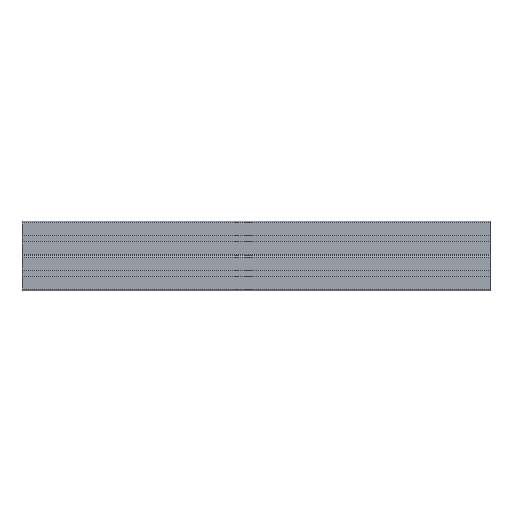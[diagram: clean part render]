
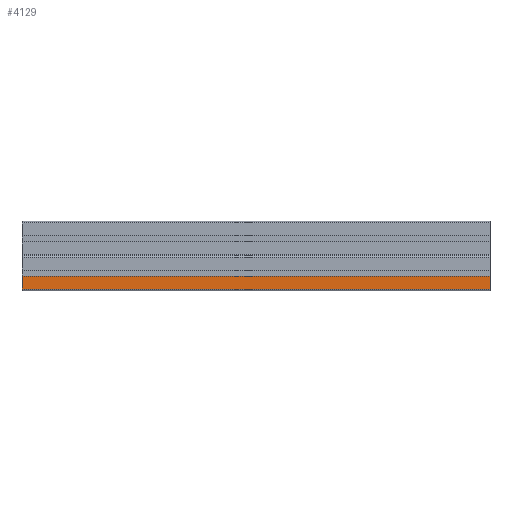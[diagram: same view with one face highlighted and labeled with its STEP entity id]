
A CAD part, front view. The second image highlights one B-rep face of the part: STEP entity #4129.
In plain terms, the highlighted planar face has unit normal (0, -1, 0).
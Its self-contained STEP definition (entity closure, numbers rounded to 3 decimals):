
#251=FACE_OUTER_BOUND('',#467,.T.);
#467=EDGE_LOOP('',(#3385,#3386,#3387,#3388));
#756=LINE('',#5889,#1209);
#1038=LINE('',#6711,#1491);
#1039=LINE('',#6714,#1492);
#1040=LINE('',#6715,#1493);
#1209=VECTOR('',#4654,1.);
#1491=VECTOR('',#5462,1.);
#1492=VECTOR('',#5465,1.);
#1493=VECTOR('',#5466,1.);
#1677=VERTEX_POINT('',#5886);
#1678=VERTEX_POINT('',#5888);
#1955=VERTEX_POINT('',#6709);
#1956=VERTEX_POINT('',#6713);
#2087=EDGE_CURVE('',#1677,#1678,#756,.T.);
#2499=EDGE_CURVE('',#1955,#1678,#1038,.T.);
#2500=EDGE_CURVE('',#1956,#1955,#1039,.T.);
#2501=EDGE_CURVE('',#1956,#1677,#1040,.T.);
#3385=ORIENTED_EDGE('',*,*,#2500,.T.);
#3386=ORIENTED_EDGE('',*,*,#2499,.T.);
#3387=ORIENTED_EDGE('',*,*,#2087,.F.);
#3388=ORIENTED_EDGE('',*,*,#2501,.F.);
#3939=PLANE('',#4482);
#4129=ADVANCED_FACE('',(#251),#3939,.T.);
#4482=AXIS2_PLACEMENT_3D('',#6712,#5463,#5464);
#4654=DIRECTION('',(0.,0.,-1.));
#5462=DIRECTION('',(1.,0.,0.));
#5463=DIRECTION('center_axis',(0.,-1.,0.));
#5464=DIRECTION('ref_axis',(0.,0.,-1.));
#5465=DIRECTION('',(0.,0.,-1.));
#5466=DIRECTION('',(1.,0.,0.));
#5886=CARTESIAN_POINT('',(609.6,0.,18.418));
#5888=CARTESIAN_POINT('',(609.6,0.,2.));
#5889=CARTESIAN_POINT('',(609.6,0.,18.418));
#6709=CARTESIAN_POINT('',(0.,0.,2.));
#6711=CARTESIAN_POINT('',(0.,0.,2.));
#6712=CARTESIAN_POINT('Origin',(0.,0.,18.418));
#6713=CARTESIAN_POINT('',(0.,0.,18.418));
#6714=CARTESIAN_POINT('',(0.,0.,18.418));
#6715=CARTESIAN_POINT('',(0.,0.,18.418));
